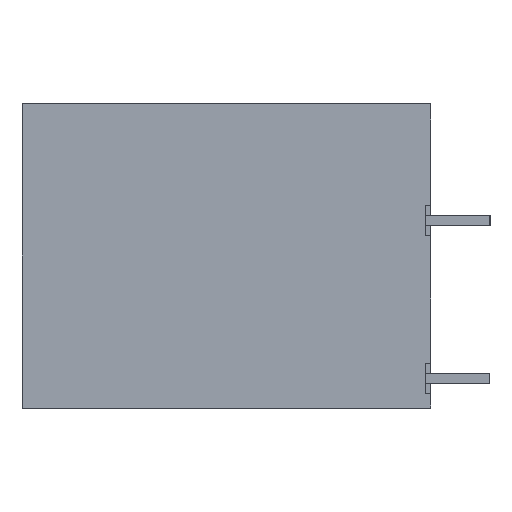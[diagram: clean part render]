
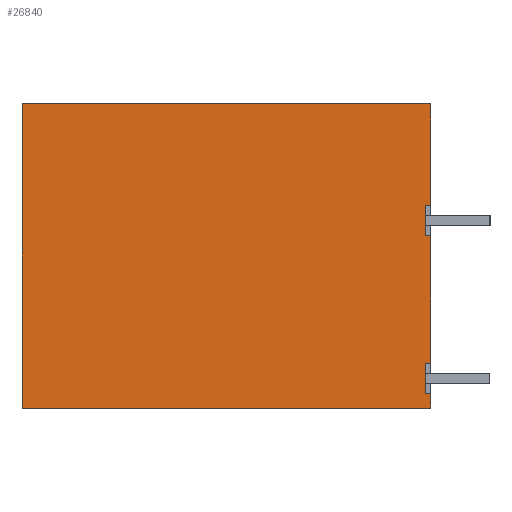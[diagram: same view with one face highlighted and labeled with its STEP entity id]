
A CAD part, left-side view. The second image highlights one B-rep face of the part: STEP entity #26840.
In plain terms, the highlighted planar face has unit normal (-1, 0, 0).
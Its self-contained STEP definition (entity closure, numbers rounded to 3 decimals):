
#26812=AXIS2_PLACEMENT_3D('Plane Axis2P3D',#26809,#26810,#26811) ;
#188=CARTESIAN_POINT('Vertex',(0.,3.8,0.85)) ;
#232=CARTESIAN_POINT('Vertex',(0.,3.8,2.65)) ;
#235=CARTESIAN_POINT('Line Origine',(0.,3.8,1.75)) ;
#1074=CARTESIAN_POINT('Vertex',(0.,3.8,10.2)) ;
#1095=CARTESIAN_POINT('Vertex',(0.,3.8,12.)) ;
#1098=CARTESIAN_POINT('Line Origine',(0.,3.8,11.1)) ;
#11859=CARTESIAN_POINT('Vertex',(0.,3.5,10.2)) ;
#11862=CARTESIAN_POINT('Line Origine',(0.,3.5,6.425)) ;
#11866=CARTESIAN_POINT('Vertex',(0.,3.5,2.65)) ;
#11887=CARTESIAN_POINT('Line Origine',(0.,3.65,10.2)) ;
#11905=CARTESIAN_POINT('Line Origine',(0.,3.65,2.65)) ;
#11961=CARTESIAN_POINT('Vertex',(0.,3.5,0.85)) ;
#11971=CARTESIAN_POINT('Line Origine',(0.,3.65,0.85)) ;
#11984=CARTESIAN_POINT('Line Origine',(0.,3.5,0.425)) ;
#11988=CARTESIAN_POINT('Vertex',(0.,3.5,0.)) ;
#12016=CARTESIAN_POINT('Line Origine',(0.,15.6,0.)) ;
#12020=CARTESIAN_POINT('Vertex',(0.,27.7,0.)) ;
#12159=CARTESIAN_POINT('Vertex',(0.,3.5,12.)) ;
#12162=CARTESIAN_POINT('Line Origine',(0.,3.65,12.)) ;
#26766=CARTESIAN_POINT('Line Origine',(0.,3.5,15.)) ;
#26770=CARTESIAN_POINT('Vertex',(0.,3.5,18.)) ;
#26809=CARTESIAN_POINT('Axis2P3D Location',(0.,0.,0.)) ;
#26814=CARTESIAN_POINT('Line Origine',(0.,15.6,18.)) ;
#26818=CARTESIAN_POINT('Vertex',(0.,27.7,18.)) ;
#26821=CARTESIAN_POINT('Line Origine',(0.,27.7,9.)) ;
#236=DIRECTION('Vector Direction',(0.,0.,-1.)) ;
#1099=DIRECTION('Vector Direction',(0.,0.,-1.)) ;
#11863=DIRECTION('Vector Direction',(0.,0.,-1.)) ;
#11888=DIRECTION('Vector Direction',(0.,1.,0.)) ;
#11906=DIRECTION('Vector Direction',(0.,1.,0.)) ;
#11972=DIRECTION('Vector Direction',(0.,1.,0.)) ;
#11985=DIRECTION('Vector Direction',(0.,0.,-1.)) ;
#12017=DIRECTION('Vector Direction',(0.,1.,0.)) ;
#12163=DIRECTION('Vector Direction',(0.,1.,0.)) ;
#26767=DIRECTION('Vector Direction',(0.,0.,-1.)) ;
#26810=DIRECTION('Axis2P3D Direction',(-1.,0.,0.)) ;
#26811=DIRECTION('Axis2P3D XDirection',(0.,0.,1.)) ;
#26815=DIRECTION('Vector Direction',(0.,-1.,0.)) ;
#26822=DIRECTION('Vector Direction',(0.,0.,1.)) ;
#237=VECTOR('Line Direction',#236,1.) ;
#1100=VECTOR('Line Direction',#1099,1.) ;
#11864=VECTOR('Line Direction',#11863,1.) ;
#11889=VECTOR('Line Direction',#11888,1.) ;
#11907=VECTOR('Line Direction',#11906,1.) ;
#11973=VECTOR('Line Direction',#11972,1.) ;
#11986=VECTOR('Line Direction',#11985,1.) ;
#12018=VECTOR('Line Direction',#12017,1.) ;
#12164=VECTOR('Line Direction',#12163,1.) ;
#26768=VECTOR('Line Direction',#26767,1.) ;
#26816=VECTOR('Line Direction',#26815,1.) ;
#26823=VECTOR('Line Direction',#26822,1.) ;
#26827=ORIENTED_EDGE('',*,*,#1102,.F.) ;
#26828=ORIENTED_EDGE('',*,*,#12166,.F.) ;
#26829=ORIENTED_EDGE('',*,*,#26772,.T.) ;
#26830=ORIENTED_EDGE('',*,*,#26820,.T.) ;
#26831=ORIENTED_EDGE('',*,*,#26825,.T.) ;
#26832=ORIENTED_EDGE('',*,*,#12022,.T.) ;
#26833=ORIENTED_EDGE('',*,*,#11990,.T.) ;
#26834=ORIENTED_EDGE('',*,*,#11975,.T.) ;
#26835=ORIENTED_EDGE('',*,*,#239,.F.) ;
#26836=ORIENTED_EDGE('',*,*,#11909,.F.) ;
#26837=ORIENTED_EDGE('',*,*,#11868,.T.) ;
#26838=ORIENTED_EDGE('',*,*,#11891,.T.) ;
#26840=ADVANCED_FACE('HOUSING',(#26839),#26813,.T.) ;
#239=EDGE_CURVE('',#233,#189,#238,.T.) ;
#1102=EDGE_CURVE('',#1096,#1075,#1101,.T.) ;
#11868=EDGE_CURVE('',#11867,#11860,#11865,.F.) ;
#11891=EDGE_CURVE('',#11860,#1075,#11890,.T.) ;
#11909=EDGE_CURVE('',#11867,#233,#11908,.T.) ;
#11975=EDGE_CURVE('',#11962,#189,#11974,.T.) ;
#11990=EDGE_CURVE('',#11989,#11962,#11987,.F.) ;
#12022=EDGE_CURVE('',#12021,#11989,#12019,.F.) ;
#12166=EDGE_CURVE('',#12160,#1096,#12165,.T.) ;
#26772=EDGE_CURVE('',#12160,#26771,#26769,.F.) ;
#26820=EDGE_CURVE('',#26771,#26819,#26817,.F.) ;
#26825=EDGE_CURVE('',#26819,#12021,#26824,.F.) ;
#26826=EDGE_LOOP('',(#26827,#26828,#26829,#26830,#26831,#26832,#26833,#26834,#26835,#26836,#26837,#26838)) ;
#26839=FACE_OUTER_BOUND('',#26826,.T.) ;
#238=LINE('Line',#235,#237) ;
#1101=LINE('Line',#1098,#1100) ;
#11865=LINE('Line',#11862,#11864) ;
#11890=LINE('Line',#11887,#11889) ;
#11908=LINE('Line',#11905,#11907) ;
#11974=LINE('Line',#11971,#11973) ;
#11987=LINE('Line',#11984,#11986) ;
#12019=LINE('Line',#12016,#12018) ;
#12165=LINE('Line',#12162,#12164) ;
#26769=LINE('Line',#26766,#26768) ;
#26817=LINE('Line',#26814,#26816) ;
#26824=LINE('Line',#26821,#26823) ;
#26813=PLANE('',#26812) ;
#189=VERTEX_POINT('',#188) ;
#233=VERTEX_POINT('',#232) ;
#1075=VERTEX_POINT('',#1074) ;
#1096=VERTEX_POINT('',#1095) ;
#11860=VERTEX_POINT('',#11859) ;
#11867=VERTEX_POINT('',#11866) ;
#11962=VERTEX_POINT('',#11961) ;
#11989=VERTEX_POINT('',#11988) ;
#12021=VERTEX_POINT('',#12020) ;
#12160=VERTEX_POINT('',#12159) ;
#26771=VERTEX_POINT('',#26770) ;
#26819=VERTEX_POINT('',#26818) ;
